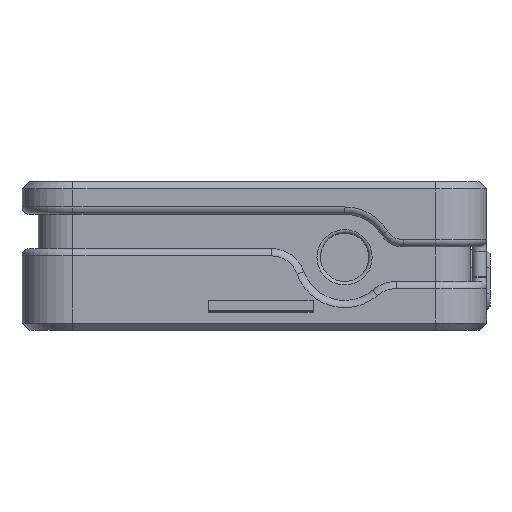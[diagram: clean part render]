
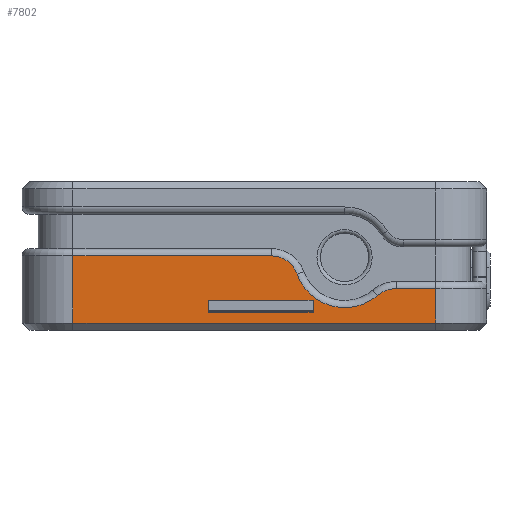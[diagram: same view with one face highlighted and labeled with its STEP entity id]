
A CAD part, left-side view. The second image highlights one B-rep face of the part: STEP entity #7802.
In plain terms, the highlighted planar face has unit normal (-1, 0, 0).
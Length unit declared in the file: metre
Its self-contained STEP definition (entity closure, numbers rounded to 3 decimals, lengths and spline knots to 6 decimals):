
#816=LINE('',#13605,#1521);
#817=LINE('',#13608,#1522);
#818=LINE('',#13616,#1523);
#819=LINE('',#13618,#1524);
#820=LINE('',#13620,#1525);
#821=LINE('',#13621,#1526);
#822=LINE('',#13624,#1527);
#823=LINE('',#13626,#1528);
#824=LINE('',#13628,#1529);
#1521=VECTOR('',#10331,1.);
#1522=VECTOR('',#10332,1.);
#1523=VECTOR('',#10339,1.);
#1524=VECTOR('',#10340,1.);
#1525=VECTOR('',#10341,1.);
#1526=VECTOR('',#10342,1.);
#1527=VECTOR('',#10343,1.);
#1528=VECTOR('',#10344,1.);
#1529=VECTOR('',#10345,1.);
#3313=ORIENTED_EDGE('',*,*,#4808,.F.);
#3314=ORIENTED_EDGE('',*,*,#4809,.T.);
#3315=ORIENTED_EDGE('',*,*,#4810,.T.);
#3316=ORIENTED_EDGE('',*,*,#4811,.T.);
#3317=ORIENTED_EDGE('',*,*,#4812,.T.);
#3318=ORIENTED_EDGE('',*,*,#4813,.T.);
#3319=ORIENTED_EDGE('',*,*,#4814,.T.);
#3320=ORIENTED_EDGE('',*,*,#4815,.T.);
#3321=ORIENTED_EDGE('',*,*,#4816,.T.);
#3322=ORIENTED_EDGE('',*,*,#4817,.T.);
#3323=ORIENTED_EDGE('',*,*,#4818,.F.);
#3324=ORIENTED_EDGE('',*,*,#4819,.F.);
#4808=EDGE_CURVE('',#5667,#5668,#816,.T.);
#4809=EDGE_CURVE('',#5667,#5669,#817,.T.);
#4810=EDGE_CURVE('',#5669,#5670,#6131,.F.);
#4811=EDGE_CURVE('',#5670,#5671,#6132,.T.);
#4812=EDGE_CURVE('',#5671,#5672,#6133,.F.);
#4813=EDGE_CURVE('',#5672,#5673,#818,.T.);
#4814=EDGE_CURVE('',#5673,#5674,#819,.T.);
#4815=EDGE_CURVE('',#5674,#5668,#820,.T.);
#4816=EDGE_CURVE('',#5675,#5676,#821,.T.);
#4817=EDGE_CURVE('',#5676,#5677,#822,.T.);
#4818=EDGE_CURVE('',#5678,#5677,#823,.T.);
#4819=EDGE_CURVE('',#5675,#5678,#824,.T.);
#5667=VERTEX_POINT('',#13606);
#5668=VERTEX_POINT('',#13607);
#5669=VERTEX_POINT('',#13609);
#5670=VERTEX_POINT('',#13611);
#5671=VERTEX_POINT('',#13613);
#5672=VERTEX_POINT('',#13615);
#5673=VERTEX_POINT('',#13617);
#5674=VERTEX_POINT('',#13619);
#5675=VERTEX_POINT('',#13622);
#5676=VERTEX_POINT('',#13623);
#5677=VERTEX_POINT('',#13625);
#5678=VERTEX_POINT('',#13627);
#6131=CIRCLE('',#8506,0.003365);
#6132=CIRCLE('',#8507,0.005835);
#6133=CIRCLE('',#8508,0.003165);
#6616=EDGE_LOOP('',(#3313,#3314,#3315,#3316,#3317,#3318,#3319,#3320));
#6617=EDGE_LOOP('',(#3321,#3322,#3323,#3324));
#7125=FACE_BOUND('',#6616,.T.);
#7126=FACE_BOUND('',#6617,.T.);
#7427=PLANE('',#8505);
#7802=ADVANCED_FACE('',(#7125,#7126),#7427,.F.);
#8505=AXIS2_PLACEMENT_3D('',#13604,#10329,#10330);
#8506=AXIS2_PLACEMENT_3D('',#13610,#10333,#10334);
#8507=AXIS2_PLACEMENT_3D('',#13612,#10335,#10336);
#8508=AXIS2_PLACEMENT_3D('',#13614,#10337,#10338);
#10329=DIRECTION('',(1.,0.,0.));
#10330=DIRECTION('',(0.,0.,-1.));
#10331=DIRECTION('',(0.,0.,-1.));
#10332=DIRECTION('',(0.,1.,0.));
#10333=DIRECTION('',(1.,0.,0.));
#10334=DIRECTION('',(0.,0.,-1.));
#10335=DIRECTION('',(1.,0.,0.));
#10336=DIRECTION('',(0.,0.,-1.));
#10337=DIRECTION('',(1.,0.,0.));
#10338=DIRECTION('',(0.,0.,-1.));
#10339=DIRECTION('',(0.,1.,0.));
#10340=DIRECTION('',(0.,0.,-1.));
#10341=DIRECTION('',(0.,-1.,0.));
#10342=DIRECTION('',(0.,-1.,0.));
#10343=DIRECTION('',(0.,0.,-1.));
#10344=DIRECTION('',(0.,-1.,0.));
#10345=DIRECTION('',(0.,0.,-1.));
#13604=CARTESIAN_POINT('',(-0.035007,0.000014,0.011));
#13605=CARTESIAN_POINT('',(-0.035007,-0.020986,0.011));
#13606=CARTESIAN_POINT('',(-0.035007,-0.020986,-0.001385));
#13607=CARTESIAN_POINT('',(-0.035007,-0.020986,-0.005365));
#13608=CARTESIAN_POINT('',(-0.035007,0.000014,-0.001385));
#13609=CARTESIAN_POINT('',(-0.035007,-0.016416,-0.001385));
#13610=CARTESIAN_POINT('',(-0.035007,-0.016416,-0.00475));
#13611=CARTESIAN_POINT('',(-0.035007,-0.014232,-0.00219));
#13612=CARTESIAN_POINT('',(-0.035007,-0.010446,0.00225));
#13613=CARTESIAN_POINT('',(-0.035007,-0.004945,0.000305));
#13614=CARTESIAN_POINT('',(-0.035007,-0.001961,-0.00075));
#13615=CARTESIAN_POINT('',(-0.035007,-0.001961,0.002415));
#13616=CARTESIAN_POINT('',(-0.035007,0.000014,0.002415));
#13617=CARTESIAN_POINT('',(-0.035007,0.021014,0.002415));
#13618=CARTESIAN_POINT('',(-0.035007,0.021014,0.011));
#13619=CARTESIAN_POINT('',(-0.035007,0.021014,-0.005365));
#13620=CARTESIAN_POINT('',(-0.035007,0.000014,-0.005365));
#13621=CARTESIAN_POINT('',(-0.035007,-0.000741,-0.0027));
#13622=CARTESIAN_POINT('',(-0.035007,0.005309,-0.0027));
#13623=CARTESIAN_POINT('',(-0.035007,-0.006791,-0.0027));
#13624=CARTESIAN_POINT('',(-0.035007,-0.006791,-0.0034));
#13625=CARTESIAN_POINT('',(-0.035007,-0.006791,-0.0041));
#13626=CARTESIAN_POINT('',(-0.035007,-0.000741,-0.0041));
#13627=CARTESIAN_POINT('',(-0.035007,0.005309,-0.0041));
#13628=CARTESIAN_POINT('',(-0.035007,0.005309,-0.0034));
